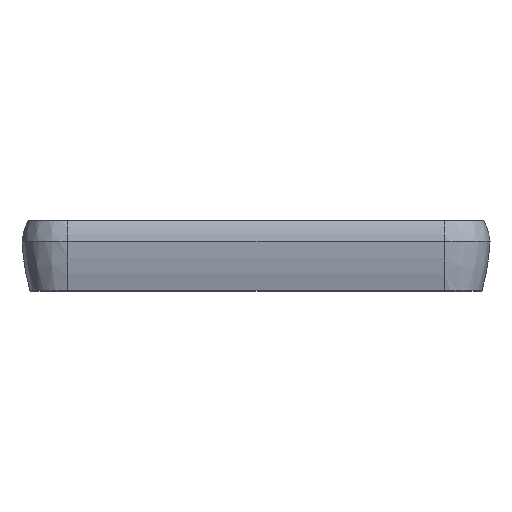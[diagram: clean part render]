
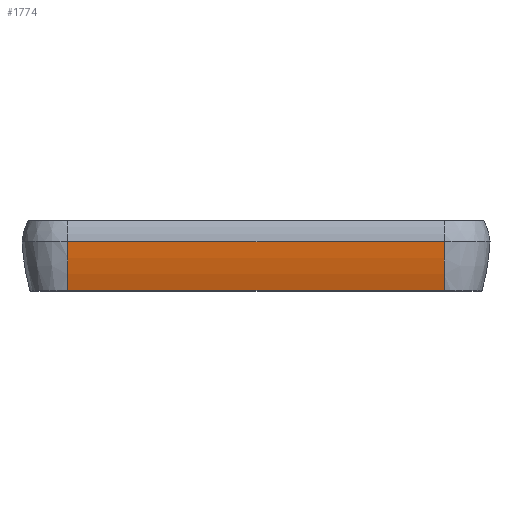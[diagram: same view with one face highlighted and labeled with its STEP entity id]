
A CAD part, left-side view. The second image highlights one B-rep face of the part: STEP entity #1774.
In plain terms, the highlighted cylindrical face has radius 25 mm (diameter 50 mm), a partial arc.
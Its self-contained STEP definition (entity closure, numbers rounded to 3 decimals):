
#195=CIRCLE('',#1916,25.);
#216=CIRCLE('',#1949,25.);
#351=VERTEX_POINT('',#2949);
#352=VERTEX_POINT('',#2951);
#365=VERTEX_POINT('',#3213);
#376=VERTEX_POINT('',#3302);
#492=VECTOR('',#2248,1.);
#512=VECTOR('',#2383,1.);
#636=LINE('',#2950,#492);
#656=LINE('',#3308,#512);
#844=EDGE_CURVE('',#351,#352,#636,.T.);
#885=EDGE_CURVE('',#365,#352,#195,.T.);
#907=EDGE_CURVE('',#365,#376,#656,.T.);
#912=EDGE_CURVE('',#351,#376,#216,.T.);
#1425=ORIENTED_EDGE('',*,*,#844,.F.);
#1426=ORIENTED_EDGE('',*,*,#912,.T.);
#1427=ORIENTED_EDGE('',*,*,#907,.F.);
#1428=ORIENTED_EDGE('',*,*,#885,.T.);
#1553=EDGE_LOOP('',(#1425,#1426,#1427,#1428));
#1675=FACE_BOUND('',#1553,.T.);
#1774=ADVANCED_FACE('',(#1675),#3488,.T.);
#1916=AXIS2_PLACEMENT_3D('',#3212,#2331,#2332);
#1949=AXIS2_PLACEMENT_3D('',#3443,#2398,#2399);
#1957=AXIS2_PLACEMENT_3D('',#3459,#2419,#2420);
#2248=DIRECTION('',(0.,1.,0.));
#2331=DIRECTION('',(0.,-1.,0.));
#2332=DIRECTION('',(-23.977,0.,-7.079));
#2383=DIRECTION('',(0.,-1.,0.));
#2398=DIRECTION('',(0.,1.,0.));
#2399=DIRECTION('',(-23.977,0.,-7.079));
#2419=DIRECTION('',(0.,1.,0.));
#2420=DIRECTION('',(-23.977,0.,-7.079));
#2949=CARTESIAN_POINT('',(-23.038,-10.249,-5.855));
#2950=CARTESIAN_POINT('',(-23.038,-10.249,-5.855));
#2951=CARTESIAN_POINT('',(-23.038,34.881,-5.855));
#3212=CARTESIAN_POINT('',(0.981,34.881,1.079));
#3213=CARTESIAN_POINT('',(-23.995,34.881,-0.015));
#3302=CARTESIAN_POINT('',(-23.995,-10.249,-0.015));
#3308=CARTESIAN_POINT('',(-23.995,34.881,-0.015));
#3443=CARTESIAN_POINT('',(0.981,-10.249,1.079));
#3459=CARTESIAN_POINT('',(0.981,-10.249,1.079));
#3488=CYLINDRICAL_SURFACE('',#1957,25.);
